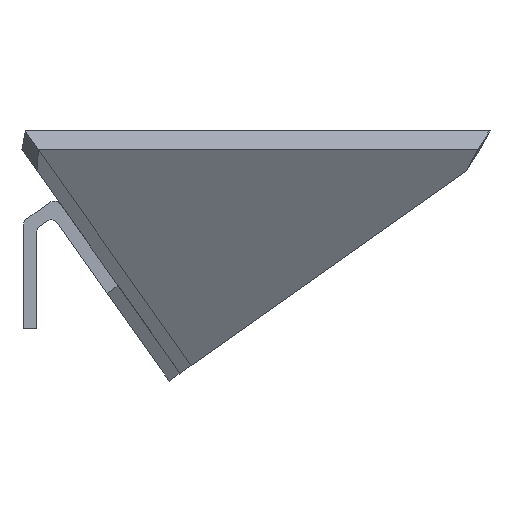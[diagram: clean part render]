
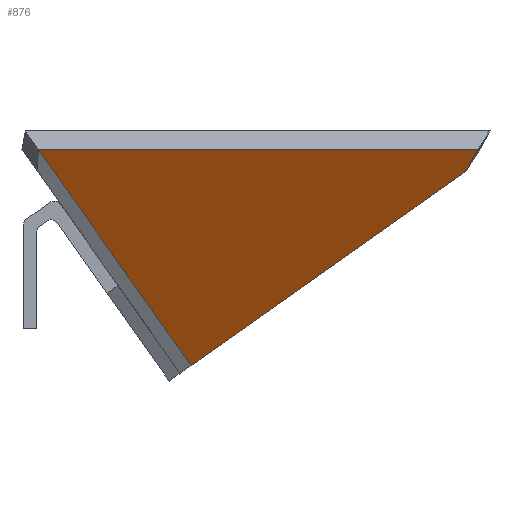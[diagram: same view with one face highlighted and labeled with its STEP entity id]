
A CAD part, left-side view. The second image highlights one B-rep face of the part: STEP entity #876.
In plain terms, the highlighted planar face has unit normal (-0.707, -0.408, -0.577).
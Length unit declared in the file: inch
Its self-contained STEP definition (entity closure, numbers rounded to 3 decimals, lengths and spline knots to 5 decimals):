
#68 = LINE ( 'NONE', #130, #504 ) ;
#79 = VECTOR ( 'NONE', #1082, 39.37008 ) ;
#94 = EDGE_CURVE ( 'NONE', #234, #670, #385, .T. ) ;
#123 = PLANE ( 'NONE',  #408 ) ;
#130 = CARTESIAN_POINT ( 'NONE',  ( -0.21755, -8.48694, 2.96791 ) ) ;
#134 = DIRECTION ( 'NONE',  ( 0.707, -0.408, -0.577 ) ) ;
#160 = CARTESIAN_POINT ( 'NONE',  ( -0.20004, -8.46845, 2.9334 ) ) ;
#169 = VECTOR ( 'NONE', #134, 39.37008 ) ;
#189 = LINE ( 'NONE', #874, #308 ) ;
#234 = VERTEX_POINT ( 'NONE', #498 ) ;
#301 = VERTEX_POINT ( 'NONE', #675 ) ;
#308 = VECTOR ( 'NONE', #886, 39.37008 ) ;
#315 = CARTESIAN_POINT ( 'NONE',  ( -5.17676, -0.13721, 3.13816 ) ) ;
#385 = LINE ( 'NONE', #315, #169 ) ;
#408 = AXIS2_PLACEMENT_3D ( 'NONE', #732, #991, #480 ) ;
#428 = ORIENTED_EDGE ( 'NONE', *, *, #863, .T. ) ;
#475 = LINE ( 'NONE', #715, #79 ) ;
#480 = DIRECTION ( 'NONE',  ( -0.632, 0., 0.775 ) ) ;
#489 = EDGE_CURVE ( 'NONE', #670, #301, #475, .T. ) ;
#498 = CARTESIAN_POINT ( 'NONE',  ( -4.92676, -0.28153, 2.93403 ) ) ;
#504 = VECTOR ( 'NONE', #1069, 39.37008 ) ;
#614 = VERTEX_POINT ( 'NONE', #160 ) ;
#670 = VERTEX_POINT ( 'NONE', #791 ) ;
#675 = CARTESIAN_POINT ( 'NONE',  ( 0., -8.25724, 2.53909 ) ) ;
#700 = EDGE_LOOP ( 'NONE', ( #1007, #428, #1064, #831 ) ) ;
#715 = CARTESIAN_POINT ( 'NONE',  ( 0., -3.12569, -1.08888 ) ) ;
#732 = CARTESIAN_POINT ( 'NONE',  ( 0., -3.12569, -1.08888 ) ) ;
#791 = CARTESIAN_POINT ( 'NONE',  ( 0., -3.12569, -1.08888 ) ) ;
#831 = ORIENTED_EDGE ( 'NONE', *, *, #94, .T. ) ;
#863 = EDGE_CURVE ( 'NONE', #301, #614, #68, .T. ) ;
#874 = CARTESIAN_POINT ( 'NONE',  ( -5.05176, -0.06503, 2.93404 ) ) ;
#876 = ADVANCED_FACE ( 'NONE', ( #973 ), #123, .T. ) ;
#886 = DIRECTION ( 'NONE',  ( -0.5, 0.866, 0. ) ) ;
#973 = FACE_OUTER_BOUND ( 'NONE', #700, .T. ) ;
#991 = DIRECTION ( 'NONE',  ( -0.707, -0.408, -0.577 ) ) ;
#1007 = ORIENTED_EDGE ( 'NONE', *, *, #489, .T. ) ;
#1025 = EDGE_CURVE ( 'NONE', #614, #234, #189, .T. ) ;
#1064 = ORIENTED_EDGE ( 'NONE', *, *, #1025, .T. ) ;
#1069 = DIRECTION ( 'NONE',  ( -0.408, -0.431, 0.805 ) ) ;
#1082 = DIRECTION ( 'NONE',  ( 0., -0.817, 0.577 ) ) ;
